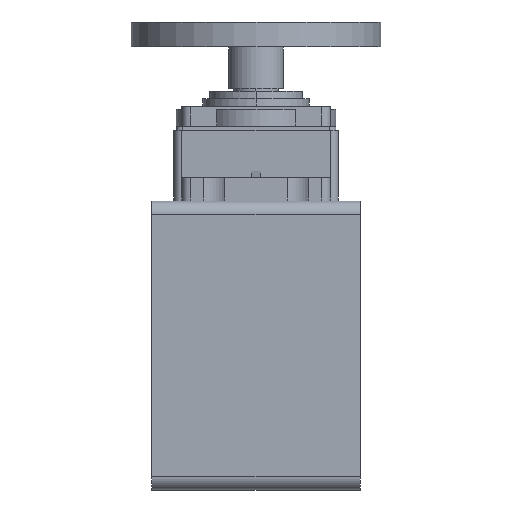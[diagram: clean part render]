
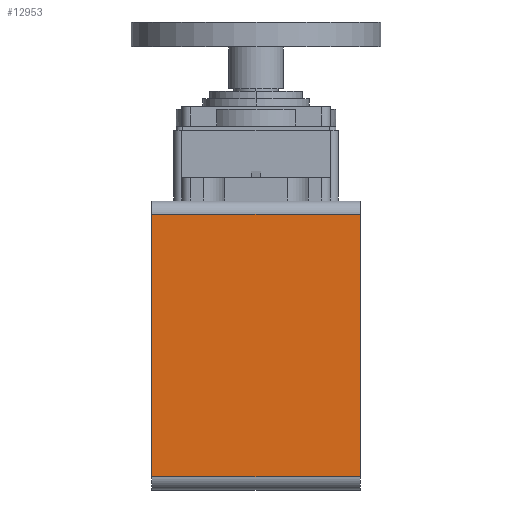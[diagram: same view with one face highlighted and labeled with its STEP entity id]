
A CAD part, front view. The second image highlights one B-rep face of the part: STEP entity #12953.
In plain terms, the highlighted planar face has unit normal (0, -1, 0).
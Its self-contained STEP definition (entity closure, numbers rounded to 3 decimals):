
#3276 = PLANE('',#3277);
#3277 = AXIS2_PLACEMENT_3D('',#3278,#3279,#3280);
#3278 = CARTESIAN_POINT('',(-12.5,-20.3,27.));
#3279 = DIRECTION('',(-1.,0.,0.));
#3280 = DIRECTION('',(0.,0.,-1.));
#3354 = PLANE('',#3355);
#3355 = AXIS2_PLACEMENT_3D('',#3356,#3357,#3358);
#3356 = CARTESIAN_POINT('',(12.5,-20.3,27.));
#3357 = DIRECTION('',(-1.,0.,0.));
#3358 = DIRECTION('',(0.,0.,-1.));
#6315 = VERTEX_POINT('',#6316);
#6316 = CARTESIAN_POINT('',(-12.5,-33.5,-6.1));
#6335 = CYLINDRICAL_SURFACE('',#6336,1.6);
#6336 = AXIS2_PLACEMENT_3D('',#6337,#6338,#6339);
#6337 = CARTESIAN_POINT('',(-12.5,-31.9,-6.1));
#6338 = DIRECTION('',(1.,0.,0.));
#6339 = DIRECTION('',(0.,-1.,0.));
#6347 = EDGE_CURVE('',#6348,#6315,#6350,.T.);
#6348 = VERTEX_POINT('',#6349);
#6349 = CARTESIAN_POINT('',(-12.5,-33.5,25.4));
#6350 = SURFACE_CURVE('',#6351,(#6355,#6362),.PCURVE_S1.);
#6351 = LINE('',#6352,#6353);
#6352 = CARTESIAN_POINT('',(-12.5,-33.5,27.));
#6353 = VECTOR('',#6354,1.);
#6354 = DIRECTION('',(0.,0.,-1.));
#6355 = PCURVE('',#3276,#6356);
#6356 = DEFINITIONAL_REPRESENTATION('',(#6357),#6361);
#6357 = LINE('',#6358,#6359);
#6358 = CARTESIAN_POINT('',(0.,13.2));
#6359 = VECTOR('',#6360,1.);
#6360 = DIRECTION('',(1.,0.));
#6361 = ( GEOMETRIC_REPRESENTATION_CONTEXT(2) 
PARAMETRIC_REPRESENTATION_CONTEXT() REPRESENTATION_CONTEXT('2D SPACE',''
  ) );
#6362 = PCURVE('',#6363,#6368);
#6363 = PLANE('',#6364);
#6364 = AXIS2_PLACEMENT_3D('',#6365,#6366,#6367);
#6365 = CARTESIAN_POINT('',(-12.5,-33.5,27.));
#6366 = DIRECTION('',(0.,1.,0.));
#6367 = DIRECTION('',(0.,0.,-1.));
#6368 = DEFINITIONAL_REPRESENTATION('',(#6369),#6373);
#6369 = LINE('',#6370,#6371);
#6370 = CARTESIAN_POINT('',(0.,0.));
#6371 = VECTOR('',#6372,1.);
#6372 = DIRECTION('',(1.,-0.));
#6373 = ( GEOMETRIC_REPRESENTATION_CONTEXT(2) 
PARAMETRIC_REPRESENTATION_CONTEXT() REPRESENTATION_CONTEXT('2D SPACE',''
  ) );
#6396 = CYLINDRICAL_SURFACE('',#6397,1.6);
#6397 = AXIS2_PLACEMENT_3D('',#6398,#6399,#6400);
#6398 = CARTESIAN_POINT('',(-12.5,-31.9,25.4));
#6399 = DIRECTION('',(1.,0.,0.));
#6400 = DIRECTION('',(0.,0.,1.));
#6846 = VERTEX_POINT('',#6847);
#6847 = CARTESIAN_POINT('',(12.5,-33.5,-6.1));
#6873 = EDGE_CURVE('',#6874,#6846,#6876,.T.);
#6874 = VERTEX_POINT('',#6875);
#6875 = CARTESIAN_POINT('',(12.5,-33.5,25.4));
#6876 = SURFACE_CURVE('',#6877,(#6881,#6888),.PCURVE_S1.);
#6877 = LINE('',#6878,#6879);
#6878 = CARTESIAN_POINT('',(12.5,-33.5,27.));
#6879 = VECTOR('',#6880,1.);
#6880 = DIRECTION('',(0.,0.,-1.));
#6881 = PCURVE('',#3354,#6882);
#6882 = DEFINITIONAL_REPRESENTATION('',(#6883),#6887);
#6883 = LINE('',#6884,#6885);
#6884 = CARTESIAN_POINT('',(0.,13.2));
#6885 = VECTOR('',#6886,1.);
#6886 = DIRECTION('',(1.,0.));
#6887 = ( GEOMETRIC_REPRESENTATION_CONTEXT(2) 
PARAMETRIC_REPRESENTATION_CONTEXT() REPRESENTATION_CONTEXT('2D SPACE',''
  ) );
#6888 = PCURVE('',#6363,#6889);
#6889 = DEFINITIONAL_REPRESENTATION('',(#6890),#6894);
#6890 = LINE('',#6891,#6892);
#6891 = CARTESIAN_POINT('',(0.,-25.));
#6892 = VECTOR('',#6893,1.);
#6893 = DIRECTION('',(1.,-0.));
#6894 = ( GEOMETRIC_REPRESENTATION_CONTEXT(2) 
PARAMETRIC_REPRESENTATION_CONTEXT() REPRESENTATION_CONTEXT('2D SPACE',''
  ) );
#12904 = EDGE_CURVE('',#6348,#6874,#12905,.T.);
#12905 = SURFACE_CURVE('',#12906,(#12910,#12917),.PCURVE_S1.);
#12906 = LINE('',#12907,#12908);
#12907 = CARTESIAN_POINT('',(-12.5,-33.5,25.4));
#12908 = VECTOR('',#12909,1.);
#12909 = DIRECTION('',(1.,0.,0.));
#12910 = PCURVE('',#6396,#12911);
#12911 = DEFINITIONAL_REPRESENTATION('',(#12912),#12916);
#12912 = LINE('',#12913,#12914);
#12913 = CARTESIAN_POINT('',(1.571,0.));
#12914 = VECTOR('',#12915,1.);
#12915 = DIRECTION('',(0.,1.));
#12916 = ( GEOMETRIC_REPRESENTATION_CONTEXT(2) 
PARAMETRIC_REPRESENTATION_CONTEXT() REPRESENTATION_CONTEXT('2D SPACE',''
  ) );
#12917 = PCURVE('',#6363,#12918);
#12918 = DEFINITIONAL_REPRESENTATION('',(#12919),#12923);
#12919 = LINE('',#12920,#12921);
#12920 = CARTESIAN_POINT('',(1.6,0.));
#12921 = VECTOR('',#12922,1.);
#12922 = DIRECTION('',(0.,-1.));
#12923 = ( GEOMETRIC_REPRESENTATION_CONTEXT(2) 
PARAMETRIC_REPRESENTATION_CONTEXT() REPRESENTATION_CONTEXT('2D SPACE',''
  ) );
#12953 = ADVANCED_FACE('',(#12954),#6363,.F.);
#12954 = FACE_BOUND('',#12955,.F.);
#12955 = EDGE_LOOP('',(#12956,#12957,#12958,#12959));
#12956 = ORIENTED_EDGE('',*,*,#6347,.F.);
#12957 = ORIENTED_EDGE('',*,*,#12904,.T.);
#12958 = ORIENTED_EDGE('',*,*,#6873,.T.);
#12959 = ORIENTED_EDGE('',*,*,#12960,.F.);
#12960 = EDGE_CURVE('',#6315,#6846,#12961,.T.);
#12961 = SURFACE_CURVE('',#12962,(#12966,#12973),.PCURVE_S1.);
#12962 = LINE('',#12963,#12964);
#12963 = CARTESIAN_POINT('',(-12.5,-33.5,-6.1));
#12964 = VECTOR('',#12965,1.);
#12965 = DIRECTION('',(1.,0.,0.));
#12966 = PCURVE('',#6363,#12967);
#12967 = DEFINITIONAL_REPRESENTATION('',(#12968),#12972);
#12968 = LINE('',#12969,#12970);
#12969 = CARTESIAN_POINT('',(33.1,0.));
#12970 = VECTOR('',#12971,1.);
#12971 = DIRECTION('',(0.,-1.));
#12972 = ( GEOMETRIC_REPRESENTATION_CONTEXT(2) 
PARAMETRIC_REPRESENTATION_CONTEXT() REPRESENTATION_CONTEXT('2D SPACE',''
  ) );
#12973 = PCURVE('',#6335,#12974);
#12974 = DEFINITIONAL_REPRESENTATION('',(#12975),#12979);
#12975 = LINE('',#12976,#12977);
#12976 = CARTESIAN_POINT('',(0.,0.));
#12977 = VECTOR('',#12978,1.);
#12978 = DIRECTION('',(0.,1.));
#12979 = ( GEOMETRIC_REPRESENTATION_CONTEXT(2) 
PARAMETRIC_REPRESENTATION_CONTEXT() REPRESENTATION_CONTEXT('2D SPACE',''
  ) );
